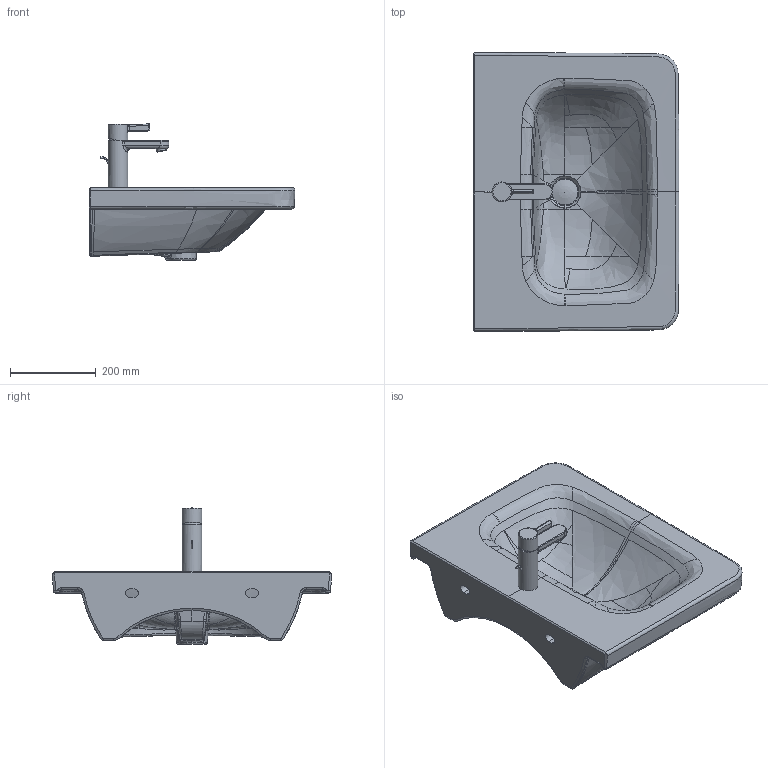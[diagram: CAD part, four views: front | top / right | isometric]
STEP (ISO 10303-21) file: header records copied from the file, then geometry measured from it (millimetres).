
FILE_DESCRIPTION((''),'2;1');
FILE_NAME('232065.stp','2013-05-27T18:35:10',('Administrator'),(''),'Autodesk Inventor 2011','Autodesk Inventor 2011','');
FILE_SCHEMA(('CONFIG_CONTROL_DESIGN'));
Length unit declared in the file: millimetre
Products named in the file (10): 232065; Kelch; Stopfen; Armatur Durastyle Waschtisch; Fassung Sieb; Griff; Gehäuse; Hebel_Ventil; Gleitring
Assembly tree (9 placements, depth 3):
  232065
    232065
    Kelch
    Stopfen
    Armatur Durastyle Waschtisch
      Fassung Sieb
      Griff
      Gehäuse
      Hebel_Ventil
      Gleitring
Bounding box: 479.95 x 649.48 x 317.26 mm (x, y, z)
Volume: 15695464.5 mm3; surface area: 1087528.2 mm2
Topology: 7 solids, 9 shells, 512 faces, 1269 edges, 764 vertices
Faces by surface type: bspline 320, plane 88, cylinder 75, torus 14, cone 8, sphere 7
Full cylindrical faces by diameter (mm): 4 x2, 20.15 x1, 21.15 x1, 23.15 x1, 25 x1, 35 x1, 42 x1, 44 x1, 46 x2, 46.5 x1, 60 x1
Entity records: 115811 total; most frequent: CARTESIAN_POINT 105018, ORIENTED_EDGE 2444, DIRECTION 1432, EDGE_CURVE 1224, VERTEX_POINT 751, B_SPLINE_CURVE_WITH_KNOTS 591, AXIS2_PLACEMENT_3D 589, EDGE_LOOP 567
